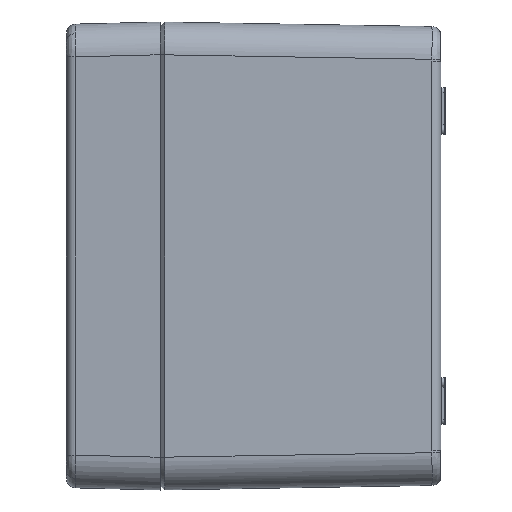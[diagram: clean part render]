
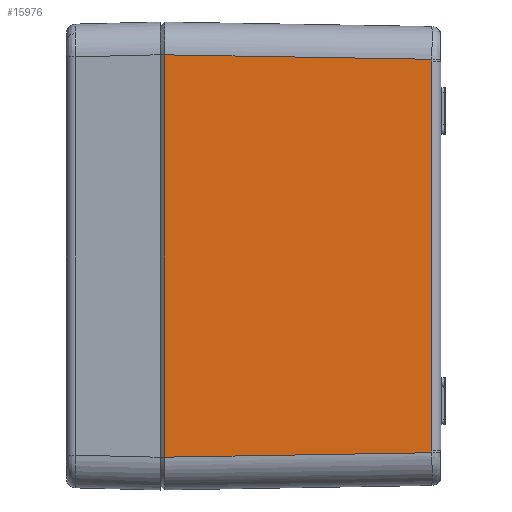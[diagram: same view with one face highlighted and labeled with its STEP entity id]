
A CAD part, left-side view. The second image highlights one B-rep face of the part: STEP entity #15976.
In plain terms, the highlighted planar face has unit normal (-1, -0.017, 0).
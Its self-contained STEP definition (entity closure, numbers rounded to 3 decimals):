
#539=B_SPLINE_CURVE_WITH_KNOTS('',3,(#42213,#42214,#42215,#42216),
 .UNSPECIFIED.,.F.,.F.,(4,4),(0.,0.),.UNSPECIFIED.);
#540=B_SPLINE_CURVE_WITH_KNOTS('',3,(#42220,#42221,#42222,#42223),
 .UNSPECIFIED.,.F.,.F.,(4,4),(0.,0.),.UNSPECIFIED.);
#1328=PLANE('',#17463);
#2088=LINE('',#42211,#3060);
#2089=LINE('',#42218,#3061);
#2090=LINE('',#42225,#3062);
#2091=LINE('',#42226,#3063);
#3060=VECTOR('',#20822,1000.);
#3061=VECTOR('',#20823,1000.);
#3062=VECTOR('',#20824,1000.);
#3063=VECTOR('',#20825,1000.);
#4605=FACE_OUTER_BOUND('',#5868,.T.);
#5868=EDGE_LOOP('',(#13647,#13648,#13649,#13650,#13651,#13652));
#7984=VERTEX_POINT('',#42209);
#7985=VERTEX_POINT('',#42210);
#7986=VERTEX_POINT('',#42212);
#7987=VERTEX_POINT('',#42217);
#7988=VERTEX_POINT('',#42219);
#7989=VERTEX_POINT('',#42224);
#9939=EDGE_CURVE('',#7984,#7985,#2088,.T.);
#9940=EDGE_CURVE('',#7985,#7986,#539,.T.);
#9941=EDGE_CURVE('',#7986,#7987,#2089,.T.);
#9942=EDGE_CURVE('',#7987,#7988,#540,.T.);
#9943=EDGE_CURVE('',#7988,#7989,#2090,.T.);
#9944=EDGE_CURVE('',#7989,#7984,#2091,.T.);
#13647=ORIENTED_EDGE('',*,*,#9939,.T.);
#13648=ORIENTED_EDGE('',*,*,#9940,.T.);
#13649=ORIENTED_EDGE('',*,*,#9941,.T.);
#13650=ORIENTED_EDGE('',*,*,#9942,.T.);
#13651=ORIENTED_EDGE('',*,*,#9943,.T.);
#13652=ORIENTED_EDGE('',*,*,#9944,.T.);
#15976=ADVANCED_FACE('',(#4605),#1328,.T.);
#17463=AXIS2_PLACEMENT_3D('',#42208,#20820,#20821);
#20820=DIRECTION('center_axis',(-1.,-0.017,
0.));
#20821=DIRECTION('ref_axis',(0.017,-1.,0.));
#20822=DIRECTION('',(0.017,-1.,0.017));
#20823=DIRECTION('',(0.,0.,1.));
#20824=DIRECTION('',(-0.017,1.,0.017));
#20825=DIRECTION('',(0.,0.,-1.));
#42208=CARTESIAN_POINT('Origin',(-50.,0.,-50.));
#42209=CARTESIAN_POINT('',(-49.983,-1.,-42.984));
#42210=CARTESIAN_POINT('',(-49.033,-58.036,-42.034));
#42211=CARTESIAN_POINT('',(-50.002,0.117,-43.003));
#42212=CARTESIAN_POINT('',(-49.033,-58.033,-41.659));
#42213=CARTESIAN_POINT('Ctrl Pts',(-49.033,-58.036,
-42.034));
#42214=CARTESIAN_POINT('Ctrl Pts',(-49.033,-58.034,-41.909));
#42215=CARTESIAN_POINT('Ctrl Pts',(-49.033,-58.033,
-41.784));
#42216=CARTESIAN_POINT('Ctrl Pts',(-49.033,-58.033,
-41.659));
#42217=CARTESIAN_POINT('',(-49.033,-58.033,41.659));
#42218=CARTESIAN_POINT('',(-49.033,-58.033,42.001));
#42219=CARTESIAN_POINT('',(-49.033,-58.036,42.034));
#42220=CARTESIAN_POINT('Ctrl Pts',(-49.033,-58.033,
41.659));
#42221=CARTESIAN_POINT('Ctrl Pts',(-49.033,-58.033,
41.784));
#42222=CARTESIAN_POINT('Ctrl Pts',(-49.033,-58.034,41.909));
#42223=CARTESIAN_POINT('Ctrl Pts',(-49.033,-58.036,
42.034));
#42224=CARTESIAN_POINT('',(-49.983,-1.,42.984));
#42225=CARTESIAN_POINT('',(-49.974,-1.549,42.975));
#42226=CARTESIAN_POINT('',(-49.983,-1.,-50.));
